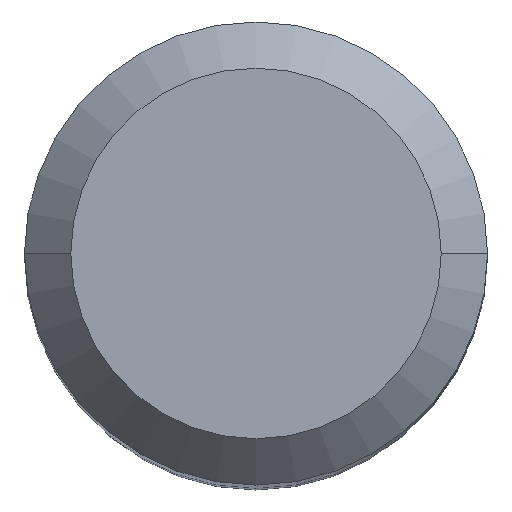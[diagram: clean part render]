
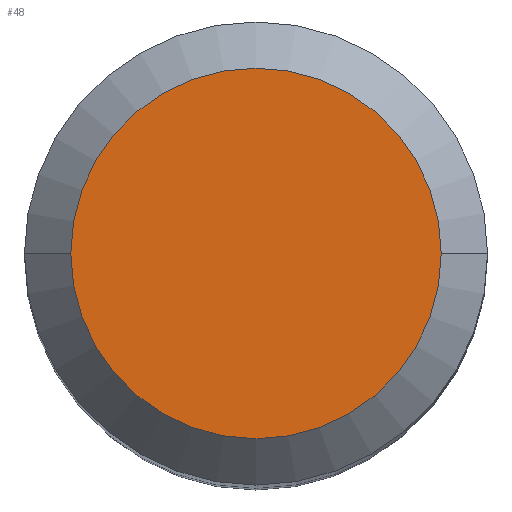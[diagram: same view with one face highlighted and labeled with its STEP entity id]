
A CAD part, top view. The second image highlights one B-rep face of the part: STEP entity #48.
In plain terms, the highlighted planar face has unit normal (0, 0, 1).
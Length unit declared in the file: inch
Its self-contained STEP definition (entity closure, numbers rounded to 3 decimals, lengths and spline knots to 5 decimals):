
#2 = AXIS2_PLACEMENT_3D ( 'NONE', #484, #67, #62 ) ;
#27 = EDGE_LOOP ( 'NONE', ( #83, #332 ) ) ;
#48 = ADVANCED_FACE ( 'NONE', ( #149 ), #334, .F. ) ;
#49 = DIRECTION ( 'NONE',  ( 0., 0., 1. ) ) ;
#62 = DIRECTION ( 'NONE',  ( 1., 0., 0. ) ) ;
#67 = DIRECTION ( 'NONE',  ( 0., 0., 1. ) ) ;
#83 = ORIENTED_EDGE ( 'NONE', *, *, #341, .T. ) ;
#112 = DIRECTION ( 'NONE',  ( 0., 0., -1. ) ) ;
#149 = FACE_OUTER_BOUND ( 'NONE', #27, .T. ) ;
#155 = AXIS2_PLACEMENT_3D ( 'NONE', #346, #49, #196 ) ;
#181 = VERTEX_POINT ( 'NONE', #308 ) ;
#193 = EDGE_CURVE ( 'NONE', #181, #440, #275, .T. ) ;
#196 = DIRECTION ( 'NONE',  ( 1., 0., 0. ) ) ;
#206 = AXIS2_PLACEMENT_3D ( 'NONE', #381, #112, #304 ) ;
#254 = CARTESIAN_POINT ( 'NONE',  ( -0.18896, 0., 0. ) ) ;
#275 = CIRCLE ( 'NONE', #155, 0.18896 ) ;
#304 = DIRECTION ( 'NONE',  ( -1., 0., 0. ) ) ;
#308 = CARTESIAN_POINT ( 'NONE',  ( 0.18896, 0., 0. ) ) ;
#332 = ORIENTED_EDGE ( 'NONE', *, *, #193, .T. ) ;
#334 = PLANE ( 'NONE',  #206 ) ;
#341 = EDGE_CURVE ( 'NONE', #440, #181, #427, .T. ) ;
#346 = CARTESIAN_POINT ( 'NONE',  ( 0., 0., 0. ) ) ;
#381 = CARTESIAN_POINT ( 'NONE',  ( 0., 0., 0. ) ) ;
#427 = CIRCLE ( 'NONE', #2, 0.18896 ) ;
#440 = VERTEX_POINT ( 'NONE', #254 ) ;
#484 = CARTESIAN_POINT ( 'NONE',  ( 0., 0., 0. ) ) ;
